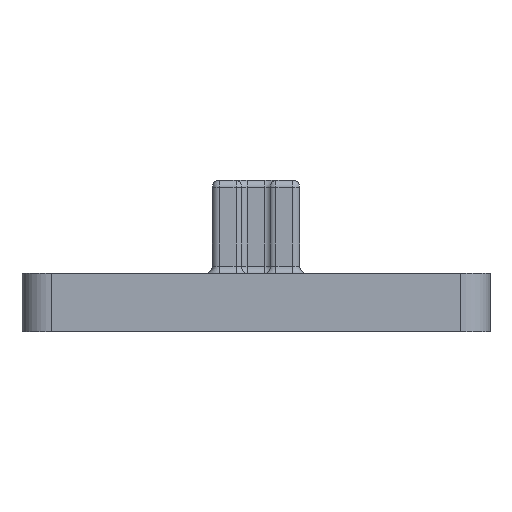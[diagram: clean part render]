
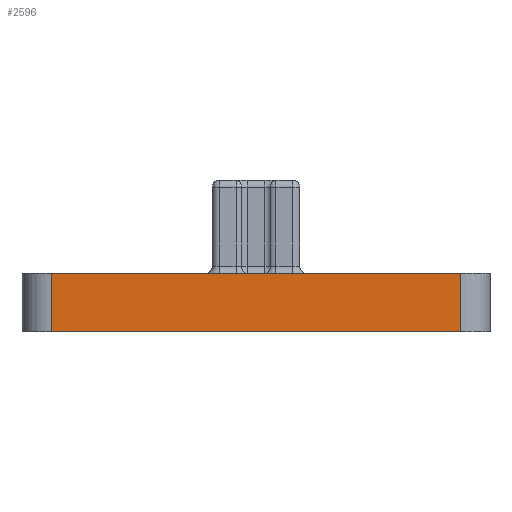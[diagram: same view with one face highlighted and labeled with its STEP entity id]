
A CAD part, front view. The second image highlights one B-rep face of the part: STEP entity #2596.
In plain terms, the highlighted planar face has unit normal (0, -1, 0).
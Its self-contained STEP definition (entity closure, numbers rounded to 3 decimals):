
#327=CARTESIAN_POINT('',(-7.025,-15.275,2.));
#328=VERTEX_POINT('',#327);
#336=CARTESIAN_POINT('',(7.025,-15.275,2.));
#337=VERTEX_POINT('',#336);
#338=CARTESIAN_POINT('',(-7.025,-15.275,2.));
#339=DIRECTION('',(1.,-0.,-0.));
#340=VECTOR('',#339,14.05);
#341=LINE('',#338,#340);
#342=EDGE_CURVE('',#328,#337,#341,.T.);
#403=CARTESIAN_POINT('',(7.025,-15.275,-0.));
#404=VERTEX_POINT('',#403);
#412=CARTESIAN_POINT('',(-7.025,-15.275,-0.));
#413=VERTEX_POINT('',#412);
#414=CARTESIAN_POINT('',(-7.025,-15.275,-0.));
#415=DIRECTION('',(1.,-0.,-0.));
#416=VECTOR('',#415,14.05);
#417=LINE('',#414,#416);
#418=EDGE_CURVE('',#413,#404,#417,.T.);
#2571=CARTESIAN_POINT('',(-7.025,-15.275,2.));
#2572=DIRECTION('',(0.,0.,-1.));
#2573=VECTOR('',#2572,2.);
#2574=LINE('',#2571,#2573);
#2575=EDGE_CURVE('',#328,#413,#2574,.T.);
#2580=CARTESIAN_POINT('',(6.475,-15.275,3.5));
#2581=DIRECTION('',(-0.,-1.,-0.));
#2582=DIRECTION('',(-1.,0.,0.));
#2583=AXIS2_PLACEMENT_3D('',#2580,#2581,#2582);
#2584=PLANE('',#2583);
#2585=ORIENTED_EDGE('',*,*,#418,.T.);
#2586=CARTESIAN_POINT('',(7.025,-15.275,-0.));
#2587=DIRECTION('',(-0.,-0.,1.));
#2588=VECTOR('',#2587,2.);
#2589=LINE('',#2586,#2588);
#2590=EDGE_CURVE('',#404,#337,#2589,.T.);
#2591=ORIENTED_EDGE('',*,*,#2590,.T.);
#2592=ORIENTED_EDGE('',*,*,#342,.F.);
#2593=ORIENTED_EDGE('',*,*,#2575,.T.);
#2594=EDGE_LOOP('',(#2585,#2591,#2592,#2593));
#2595=FACE_BOUND('',#2594,.T.);
#2596=ADVANCED_FACE('',(#2595),#2584,.T.);
